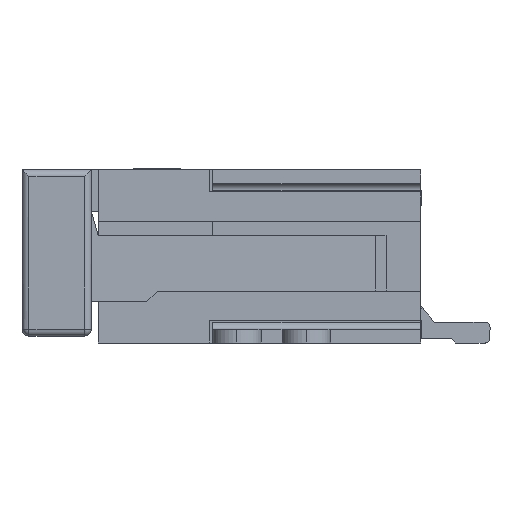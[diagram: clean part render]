
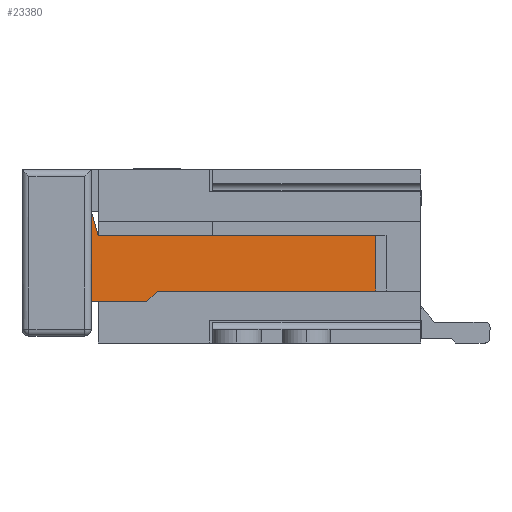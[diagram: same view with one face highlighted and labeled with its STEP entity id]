
A CAD part, left-side view. The second image highlights one B-rep face of the part: STEP entity #23380.
In plain terms, the highlighted planar face has unit normal (-0.999, -0.049, 0).
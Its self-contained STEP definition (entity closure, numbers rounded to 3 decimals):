
#504 = VECTOR ( 'NONE', #37589, 1000. ) ;
#2431 = ORIENTED_EDGE ( 'NONE', *, *, #11219, .F. ) ;
#3274 = DIRECTION ( 'NONE',  ( 0., 0., 1. ) ) ;
#3934 = VERTEX_POINT ( 'NONE', #26175 ) ;
#4057 = VERTEX_POINT ( 'NONE', #42315 ) ;
#4358 = VERTEX_POINT ( 'NONE', #23134 ) ;
#4595 = DIRECTION ( 'NONE',  ( -0.034, 0.707, -0.707 ) ) ;
#4795 = DIRECTION ( 'NONE',  ( 0., 0., -1. ) ) ;
#5246 = CARTESIAN_POINT ( 'NONE',  ( -8.531, -4.975, 2.9 ) ) ;
#7955 = EDGE_CURVE ( 'NONE', #19432, #4057, #26017, .T. ) ;
#8376 = DIRECTION ( 'NONE',  ( 0., 0., -1. ) ) ;
#9656 = VECTOR ( 'NONE', #25166, 1000. ) ;
#9725 = VECTOR ( 'NONE', #35737, 1000. ) ;
#10123 = CARTESIAN_POINT ( 'NONE',  ( -8.37, -8.275, 3.85 ) ) ;
#11219 = EDGE_CURVE ( 'NONE', #36728, #19662, #37693, .T. ) ;
#11433 = LINE ( 'NONE', #15068, #9656 ) ;
#12473 = CARTESIAN_POINT ( 'NONE',  ( -8.412, -7.424, 3.05 ) ) ;
#12849 = EDGE_LOOP ( 'NONE', ( #15116, #2431, #42654, #35833, #29689, #44508, #27627, #38656 ) ) ;
#13246 = LINE ( 'NONE', #17954, #16842 ) ;
#13501 = VECTOR ( 'NONE', #8376, 1000. ) ;
#13897 = AXIS2_PLACEMENT_3D ( 'NONE', #25284, #39006, #4795 ) ;
#14827 = CARTESIAN_POINT ( 'NONE',  ( -8.5, -5.61, 3.05 ) ) ;
#15068 = CARTESIAN_POINT ( 'NONE',  ( -8.563, -4.327, 3.669 ) ) ;
#15116 = ORIENTED_EDGE ( 'NONE', *, *, #33299, .F. ) ;
#15328 = VECTOR ( 'NONE', #3274, 1000. ) ;
#15418 = EDGE_CURVE ( 'NONE', #20187, #19432, #34052, .T. ) ;
#15633 = LINE ( 'NONE', #39859, #13501 ) ;
#16163 = CARTESIAN_POINT ( 'NONE',  ( -8.37, -8.275, 3.05 ) ) ;
#16842 = VECTOR ( 'NONE', #26973, 1000. ) ;
#17954 = CARTESIAN_POINT ( 'NONE',  ( -8.412, -7.424, 2.9 ) ) ;
#18091 = CARTESIAN_POINT ( 'NONE',  ( -8.57, -4.175, 2.9 ) ) ;
#18373 = EDGE_CURVE ( 'NONE', #4358, #3934, #41156, .T. ) ;
#19223 = FACE_OUTER_BOUND ( 'NONE', #12849, .T. ) ;
#19432 = VERTEX_POINT ( 'NONE', #14827 ) ;
#19662 = VERTEX_POINT ( 'NONE', #30096 ) ;
#20187 = VERTEX_POINT ( 'NONE', #16163 ) ;
#20395 = CARTESIAN_POINT ( 'NONE',  ( -8.57, -4.175, 4.8 ) ) ;
#23134 = CARTESIAN_POINT ( 'NONE',  ( -8.565, -4.275, 3.85 ) ) ;
#23380 = ADVANCED_FACE ( 'NONE', ( #19223 ), #42354, .F. ) ;
#25166 = DIRECTION ( 'NONE',  ( 0.013, -0.275, -0.961 ) ) ;
#25284 = CARTESIAN_POINT ( 'NONE',  ( -8.37, -8.275, 4.8 ) ) ;
#25778 = VECTOR ( 'NONE', #44106, 1000. ) ;
#26017 = LINE ( 'NONE', #12473, #9725 ) ;
#26175 = CARTESIAN_POINT ( 'NONE',  ( -8.37, -8.275, 3.85 ) ) ;
#26973 = DIRECTION ( 'NONE',  ( -0.049, 0.999, 0. ) ) ;
#27627 = ORIENTED_EDGE ( 'NONE', *, *, #35779, .F. ) ;
#27814 = EDGE_CURVE ( 'NONE', #4057, #35808, #32974, .T. ) ;
#28731 = CARTESIAN_POINT ( 'NONE',  ( -8.425, -7.15, 5.075 ) ) ;
#29689 = ORIENTED_EDGE ( 'NONE', *, *, #7955, .F. ) ;
#30096 = CARTESIAN_POINT ( 'NONE',  ( -8.57, -4.175, 4.2 ) ) ;
#32974 = LINE ( 'NONE', #28731, #42762 ) ;
#33299 = EDGE_CURVE ( 'NONE', #19662, #4358, #11433, .T. ) ;
#34052 = LINE ( 'NONE', #41184, #25778 ) ;
#35737 = DIRECTION ( 'NONE',  ( -0.049, 0.999, 0. ) ) ;
#35779 = EDGE_CURVE ( 'NONE', #3934, #20187, #15633, .T. ) ;
#35808 = VERTEX_POINT ( 'NONE', #5246 ) ;
#35833 = ORIENTED_EDGE ( 'NONE', *, *, #27814, .F. ) ;
#36728 = VERTEX_POINT ( 'NONE', #18091 ) ;
#37589 = DIRECTION ( 'NONE',  ( 0.049, -0.999, 0. ) ) ;
#37693 = LINE ( 'NONE', #20395, #15328 ) ;
#38656 = ORIENTED_EDGE ( 'NONE', *, *, #18373, .F. ) ;
#39006 = DIRECTION ( 'NONE',  ( 0.999, 0.049, 0. ) ) ;
#39859 = CARTESIAN_POINT ( 'NONE',  ( -8.37, -8.275, 4.8 ) ) ;
#41156 = LINE ( 'NONE', #10123, #504 ) ;
#41184 = CARTESIAN_POINT ( 'NONE',  ( -8.412, -7.424, 3.05 ) ) ;
#42315 = CARTESIAN_POINT ( 'NONE',  ( -8.524, -5.125, 3.05 ) ) ;
#42354 = PLANE ( 'NONE',  #13897 ) ;
#42654 = ORIENTED_EDGE ( 'NONE', *, *, #43443, .F. ) ;
#42762 = VECTOR ( 'NONE', #4595, 1000. ) ;
#43443 = EDGE_CURVE ( 'NONE', #35808, #36728, #13246, .T. ) ;
#44106 = DIRECTION ( 'NONE',  ( -0.049, 0.999, 0. ) ) ;
#44508 = ORIENTED_EDGE ( 'NONE', *, *, #15418, .F. ) ;
